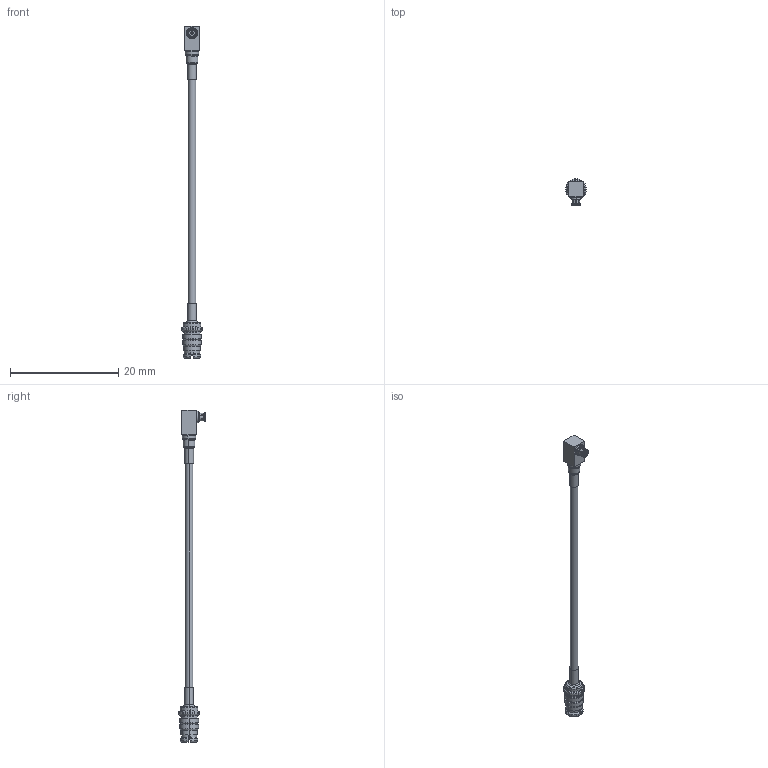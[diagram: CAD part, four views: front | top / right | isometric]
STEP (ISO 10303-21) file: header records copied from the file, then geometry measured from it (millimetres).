
FILE_DESCRIPTION (( 'STEP AP214' ), '1' );
FILE_NAME ('FMCA9966_3D.step', '2023-09-25T22:13:45', ( '' ), ( '' ), 'SwSTEP 2.0', 'SolidWorks 2022', '' );
FILE_SCHEMA (( 'AUTOMOTIVE_DESIGN' ));
Length unit declared in the file: inch
Products named in the file (6): Copy of 047_SMP_HeatShrink^FMCA9966; Copy of PE-P047 Cable New^FMCA9966; Copy of PE44785^FMCA9966; FMCA9966_3D; Copy of 047_HeatShrink^FMCA9966; Copy of PE45894^FMCA9966
Assembly tree (5 placements, depth 2):
  FMCA9966_3D
    Copy of PE-P047 Cable New^FMCA9966
    Copy of PE44785^FMCA9966
    Copy of PE45894^FMCA9966
    Copy of 047_HeatShrink^FMCA9966
    Copy of 047_SMP_HeatShrink^FMCA9966
Bounding box: 3.88 x 4.97 x 61.41 mm (x, y, z)
Volume: 198.5 mm3; surface area: 559.3 mm2
Topology: 5 solids, 5 shells, 249 faces, 614 edges, 387 vertices
Faces by surface type: plane 86, cylinder 79, torus 44, cone 40
Entity records: 8141 total; most frequent: CARTESIAN_POINT 1784, DIRECTION 1340, ORIENTED_EDGE 1224, EDGE_CURVE 612, AXIS2_PLACEMENT_3D 547, VERTEX_POINT 387, CIRCLE 290, EDGE_LOOP 267
